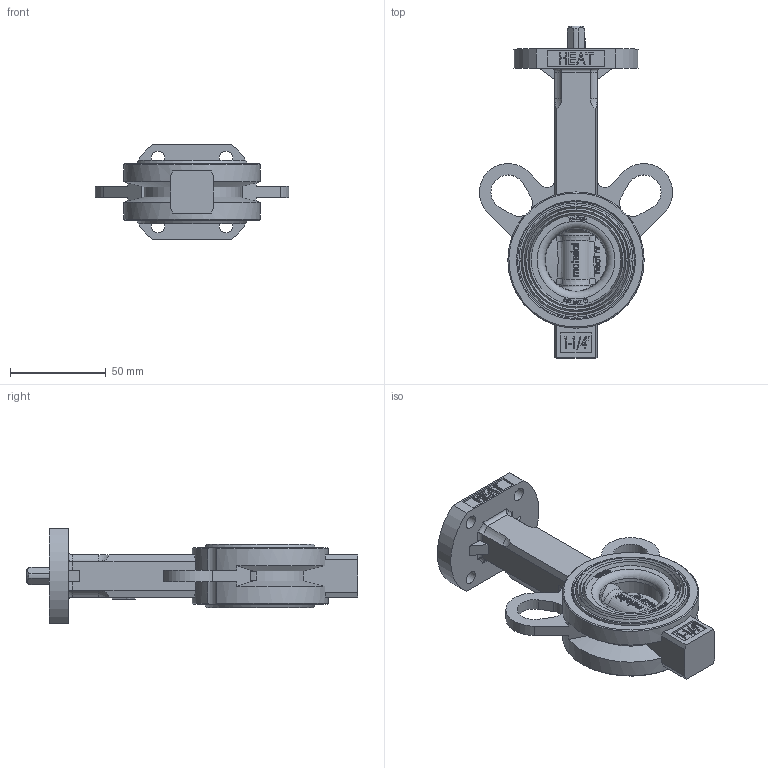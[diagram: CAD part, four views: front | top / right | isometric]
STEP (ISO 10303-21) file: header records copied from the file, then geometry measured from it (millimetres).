
FILE_DESCRIPTION (( 'STEP AP214' ), '1' );
FILE_NAME ('D10032K.STEP', '2016-04-22T12:35:14', ( '' ), ( '' ), 'SwSTEP 2.0', 'SolidWorks 2014', '' );
FILE_SCHEMA (( 'AUTOMOTIVE_DESIGN' ));
Length unit declared in the file: millimetre
Products named in the file (1): D10032K
Bounding box: 100.6 x 173 x 50 mm (x, y, z)
Surface area: 45058.8 mm2 (no closed solid volume)
Topology: 0 solids, 15 shells, 667 faces, 2253 edges, 1598 vertices
Faces by surface type: plane 406, bspline 130, cylinder 69, cone 50, torus 8, sphere 4
Full cylindrical faces by diameter (mm): 2 x1, 3.3 x1, 4.7 x2, 5 x2, 7 x4, 9.4 x1, 9.6 x1, 31 x1, 33 x1, 59.5 x2, 61 x2
Entity records: 39177 total; most frequent: CARTESIAN_POINT 14027, ORIENTED_EDGE 3728, DIRECTION 2962, EDGE_CURVE 2207, VERTEX_POINT 1588, LINE 1382, VECTOR 1382, EDGE_LOOP 804
